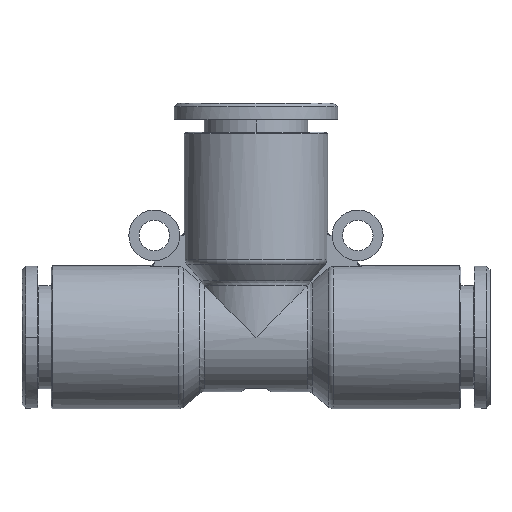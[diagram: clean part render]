
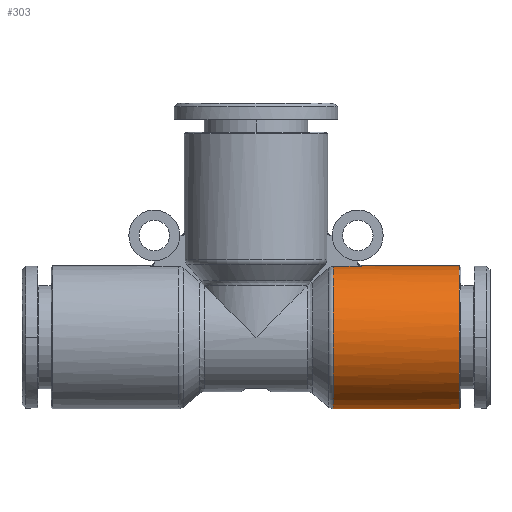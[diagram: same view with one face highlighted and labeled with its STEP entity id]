
A CAD part, front view. The second image highlights one B-rep face of the part: STEP entity #303.
In plain terms, the highlighted cylindrical face has radius 9.85 mm (diameter 19.7 mm), a partial arc.
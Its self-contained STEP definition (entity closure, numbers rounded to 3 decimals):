
#245=CARTESIAN_POINT('',(-12.928,0.,-18.3));
#246=DIRECTION('',(0.0,0.0,1.0));
#247=DIRECTION('',(-1.0,0.0,0.0));
#248=AXIS2_PLACEMENT_3D('',#245,#246,#247);
#249=CYLINDRICAL_SURFACE('',#248,9.85);
#250=CARTESIAN_POINT('',(-22.778,0.,-28.));
#251=VERTEX_POINT('',#250);
#252=CARTESIAN_POINT('',(-22.778,0.,-10.664));
#253=VERTEX_POINT('',#252);
#254=CARTESIAN_POINT('',(-22.778,0.,-28.));
#255=DIRECTION('',(0.0,0.0,1.0));
#256=VECTOR('',#255,17.336);
#257=LINE('',#254,#256);
#258=EDGE_CURVE('',#251,#253,#257,.T.);
#259=ORIENTED_EDGE('',*,*,#258,.F.);
#260=CARTESIAN_POINT('',(-3.078,0.,-28.));
#261=VERTEX_POINT('',#260);
#262=CARTESIAN_POINT('',(-12.928,0.,-28.));
#263=DIRECTION('',(0.0,0.0,-1.0));
#264=DIRECTION('',(1.0,0.0,0.0));
#265=AXIS2_PLACEMENT_3D('',#262,#263,#264);
#266=CIRCLE('',#265,9.85);
#267=EDGE_CURVE('',#261,#251,#266,.T.);
#268=ORIENTED_EDGE('',*,*,#267,.F.);
#269=CARTESIAN_POINT('',(-3.078,0.,-14.5));
#270=VERTEX_POINT('',#269);
#271=CARTESIAN_POINT('',(-3.078,0.,-14.5));
#272=DIRECTION('',(0.0,0.0,-1.0));
#273=VECTOR('',#272,13.5);
#274=LINE('',#271,#273);
#275=EDGE_CURVE('',#270,#261,#274,.T.);
#276=ORIENTED_EDGE('',*,*,#275,.F.);
#277=CARTESIAN_POINT('',(-3.193,-1.5,-14.5));
#278=VERTEX_POINT('',#277);
#279=CARTESIAN_POINT('',(-12.928,0.,-14.5));
#280=DIRECTION('',(0.0,0.0,1.0));
#281=DIRECTION('',(1.0,0.0,0.0));
#282=AXIS2_PLACEMENT_3D('',#279,#280,#281);
#283=CIRCLE('',#282,9.85);
#284=EDGE_CURVE('',#278,#270,#283,.T.);
#285=ORIENTED_EDGE('',*,*,#284,.F.);
#286=CARTESIAN_POINT('',(-3.193,-1.5,-10.664));
#287=VERTEX_POINT('',#286);
#288=CARTESIAN_POINT('',(-3.193,-1.5,-14.5));
#289=DIRECTION('',(0.0,0.0,1.0));
#290=VECTOR('',#289,3.836);
#291=LINE('',#288,#290);
#292=EDGE_CURVE('',#278,#287,#291,.T.);
#293=ORIENTED_EDGE('',*,*,#292,.T.);
#294=CARTESIAN_POINT('',(-12.928,0.,-10.664));
#295=DIRECTION('',(0.0,0.0,1.0));
#296=DIRECTION('',(1.0,0.0,0.0));
#297=AXIS2_PLACEMENT_3D('',#294,#295,#296);
#298=CIRCLE('',#297,9.85);
#299=EDGE_CURVE('',#253,#287,#298,.T.);
#300=ORIENTED_EDGE('',*,*,#299,.F.);
#301=EDGE_LOOP('',(#259,#268,#276,#285,#293,#300));
#302=FACE_OUTER_BOUND('',#301,.T.);
#303=ADVANCED_FACE('',(#302),#249,.T.);
